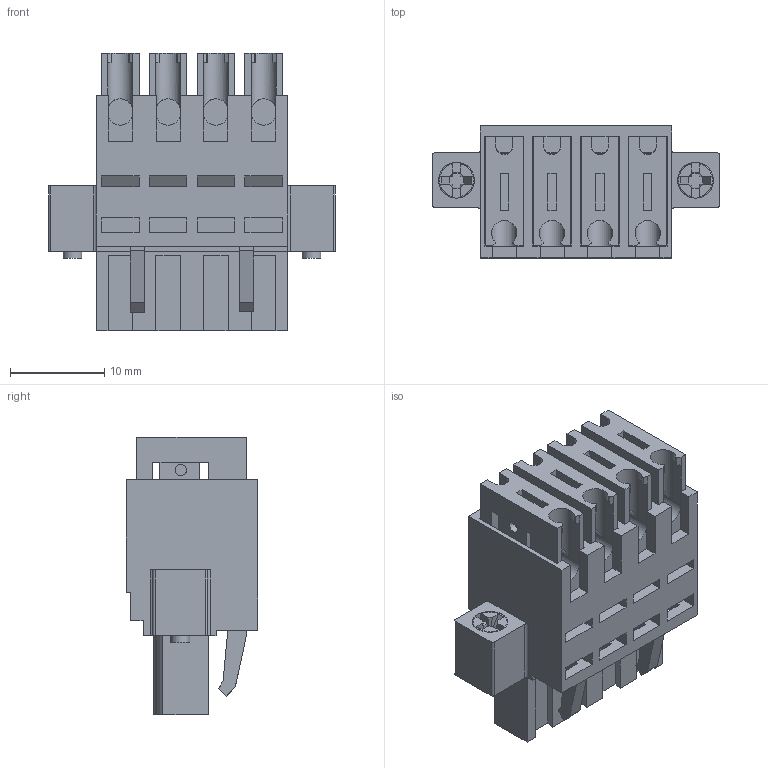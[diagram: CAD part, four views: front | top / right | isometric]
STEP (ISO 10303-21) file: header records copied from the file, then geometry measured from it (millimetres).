
FILE_DESCRIPTION( ( 'Unknown' ), '1' );
FILE_NAME( '691359740004.stp', 'Unknown', ( 'Unknown' ), ( 'Unknown' ), 'PSStep 18.0.17', 'Unknown', ' ' );
FILE_SCHEMA( ( 'AUTOMOTIVE_DESIGN { 1 0 10303 214 1 1 1 1 }' ) );
Length unit declared in the file: millimetre
Products named in the file (5): Assem1; 6913597400xx; 691(358710)(359740)0xx_Actuator; 6913597400xx_Vis; 691359740004
Assembly tree (11 placements, depth 2):
  Assem1
    6913597400xx  x4
    691(358710)(359740)0xx_Actuator  x4
    6913597400xx_Vis  x2
    691359740004
Bounding box: 30.48 x 14 x 29.5 mm (x, y, z)
Volume: 3927.4 mm3; surface area: 9987.2 mm2
Topology: 7 solids, 11 shells, 1363 faces, 3884 edges, 2538 vertices
Faces by surface type: plane 956, cylinder 363, torus 22, bspline 16, cone 6
Full cylindrical faces by diameter (mm): 1.2 x4, 1.5 x4, 2 x2, 2.4 x2, 2.5 x2, 2.9 x4, 3.8 x4
Entity records: 26052 total; most frequent: CARTESIAN_POINT 4815, ORIENTED_EDGE 3454, DIRECTION 3210, EDGE_CURVE 1727, LINE 1452, VECTOR 1452, VERTEX_POINT 1148, AXIS2_PLACEMENT_3D 879
